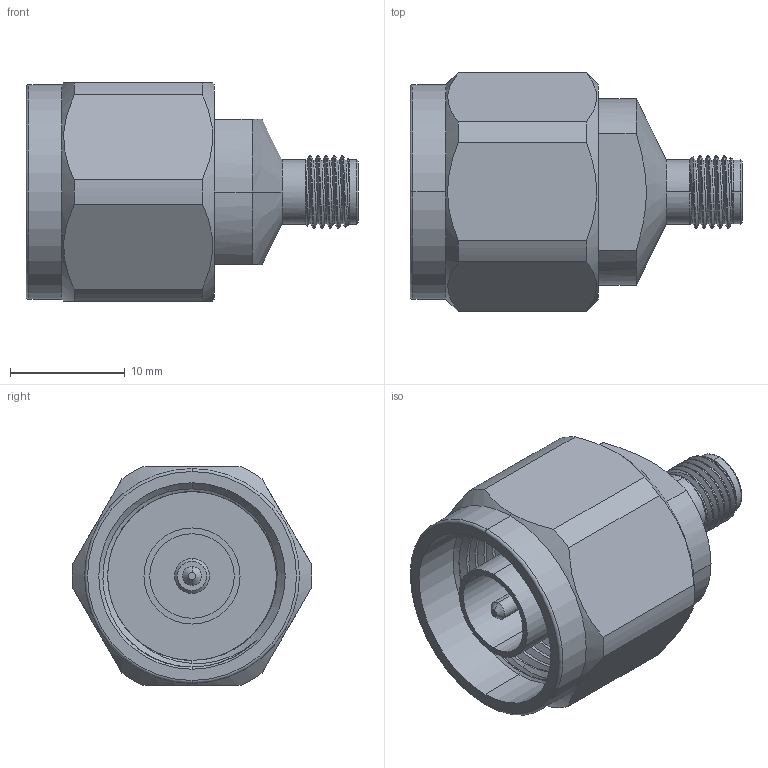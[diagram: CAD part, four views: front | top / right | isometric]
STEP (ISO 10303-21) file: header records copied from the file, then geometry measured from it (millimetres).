
FILE_DESCRIPTION (( 'STEP AP214' ), '1' );
FILE_NAME ('FMAD1240_3D.step', '2024-03-25T22:41:35', ( '' ), ( '' ), 'SwSTEP 2.0', 'SolidWorks 2022', '' );
FILE_SCHEMA (( 'AUTOMOTIVE_DESIGN' ));
Length unit declared in the file: inch
Products named in the file (1): FMAD1240_3D
Bounding box: 28.96 x 20.87 x 19.05 mm (x, y, z)
Volume: 4254.4 mm3; surface area: 3305.1 mm2
Topology: 1 solids, 1 shells, 116 faces, 291 edges, 186 vertices
Faces by surface type: cylinder 53, plane 29, cone 24, bspline 6, torus 4
Entity records: 6650 total; most frequent: CARTESIAN_POINT 3994, ORIENTED_EDGE 582, DIRECTION 519, EDGE_CURVE 291, AXIS2_PLACEMENT_3D 210, VERTEX_POINT 186, EDGE_LOOP 125, ADVANCED_FACE 116
